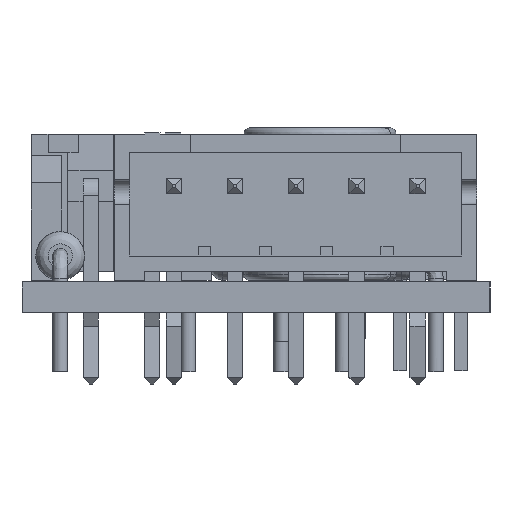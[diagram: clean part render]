
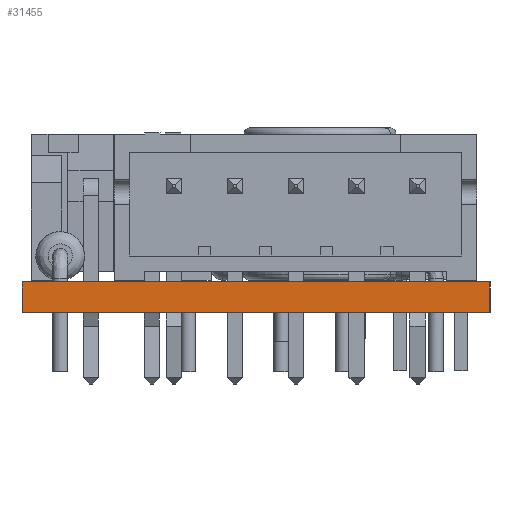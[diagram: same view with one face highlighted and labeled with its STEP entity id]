
A CAD part, left-side view. The second image highlights one B-rep face of the part: STEP entity #31455.
In plain terms, the highlighted planar face has unit normal (-1, 0, 0).
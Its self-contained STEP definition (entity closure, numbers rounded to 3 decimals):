
#31455 = ADVANCED_FACE('',(#31456),#31470,.T.);
#31456 = FACE_BOUND('',#31457,.T.);
#31457 = EDGE_LOOP('',(#31458,#31493,#31521,#31549));
#31458 = ORIENTED_EDGE('',*,*,#31459,.T.);
#31459 = EDGE_CURVE('',#31460,#31462,#31464,.T.);
#31460 = VERTEX_POINT('',#31461);
#31461 = CARTESIAN_POINT('',(127.857,-90.103,0.));
#31462 = VERTEX_POINT('',#31463);
#31463 = CARTESIAN_POINT('',(127.857,-90.103,1.));
#31464 = SURFACE_CURVE('',#31465,(#31469,#31481),.PCURVE_S1.);
#31465 = LINE('',#31466,#31467);
#31466 = CARTESIAN_POINT('',(127.857,-90.103,0.));
#31467 = VECTOR('',#31468,1.);
#31468 = DIRECTION('',(0.,0.,1.));
#31469 = PCURVE('',#31470,#31475);
#31470 = PLANE('',#31471);
#31471 = AXIS2_PLACEMENT_3D('',#31472,#31473,#31474);
#31472 = CARTESIAN_POINT('',(127.857,-90.103,0.));
#31473 = DIRECTION('',(-1.,0.,0.));
#31474 = DIRECTION('',(0.,1.,0.));
#31475 = DEFINITIONAL_REPRESENTATION('',(#31476),#31480);
#31476 = LINE('',#31477,#31478);
#31477 = CARTESIAN_POINT('',(0.,0.));
#31478 = VECTOR('',#31479,1.);
#31479 = DIRECTION('',(0.,-1.));
#31480 = ( GEOMETRIC_REPRESENTATION_CONTEXT(2) 
PARAMETRIC_REPRESENTATION_CONTEXT() REPRESENTATION_CONTEXT('2D SPACE',''
  ) );
#31481 = PCURVE('',#31482,#31487);
#31482 = PLANE('',#31483);
#31483 = AXIS2_PLACEMENT_3D('',#31484,#31485,#31486);
#31484 = CARTESIAN_POINT('',(152.5,-90.103,0.));
#31485 = DIRECTION('',(0.,-1.,0.));
#31486 = DIRECTION('',(-1.,0.,0.));
#31487 = DEFINITIONAL_REPRESENTATION('',(#31488),#31492);
#31488 = LINE('',#31489,#31490);
#31489 = CARTESIAN_POINT('',(24.643,0.));
#31490 = VECTOR('',#31491,1.);
#31491 = DIRECTION('',(0.,-1.));
#31492 = ( GEOMETRIC_REPRESENTATION_CONTEXT(2) 
PARAMETRIC_REPRESENTATION_CONTEXT() REPRESENTATION_CONTEXT('2D SPACE',''
  ) );
#31493 = ORIENTED_EDGE('',*,*,#31494,.T.);
#31494 = EDGE_CURVE('',#31462,#31495,#31497,.T.);
#31495 = VERTEX_POINT('',#31496);
#31496 = CARTESIAN_POINT('',(127.857,-74.746,1.));
#31497 = SURFACE_CURVE('',#31498,(#31502,#31509),.PCURVE_S1.);
#31498 = LINE('',#31499,#31500);
#31499 = CARTESIAN_POINT('',(127.857,-90.103,1.));
#31500 = VECTOR('',#31501,1.);
#31501 = DIRECTION('',(0.,1.,0.));
#31502 = PCURVE('',#31470,#31503);
#31503 = DEFINITIONAL_REPRESENTATION('',(#31504),#31508);
#31504 = LINE('',#31505,#31506);
#31505 = CARTESIAN_POINT('',(0.,-1.));
#31506 = VECTOR('',#31507,1.);
#31507 = DIRECTION('',(1.,0.));
#31508 = ( GEOMETRIC_REPRESENTATION_CONTEXT(2) 
PARAMETRIC_REPRESENTATION_CONTEXT() REPRESENTATION_CONTEXT('2D SPACE',''
  ) );
#31509 = PCURVE('',#31510,#31515);
#31510 = PLANE('',#31511);
#31511 = AXIS2_PLACEMENT_3D('',#31512,#31513,#31514);
#31512 = CARTESIAN_POINT('',(140.178,-82.424,1.));
#31513 = DIRECTION('',(0.,0.,-1.));
#31514 = DIRECTION('',(-1.,0.,0.));
#31515 = DEFINITIONAL_REPRESENTATION('',(#31516),#31520);
#31516 = LINE('',#31517,#31518);
#31517 = CARTESIAN_POINT('',(12.322,-7.678));
#31518 = VECTOR('',#31519,1.);
#31519 = DIRECTION('',(0.,1.));
#31520 = ( GEOMETRIC_REPRESENTATION_CONTEXT(2) 
PARAMETRIC_REPRESENTATION_CONTEXT() REPRESENTATION_CONTEXT('2D SPACE',''
  ) );
#31521 = ORIENTED_EDGE('',*,*,#31522,.F.);
#31522 = EDGE_CURVE('',#31523,#31495,#31525,.T.);
#31523 = VERTEX_POINT('',#31524);
#31524 = CARTESIAN_POINT('',(127.857,-74.746,0.));
#31525 = SURFACE_CURVE('',#31526,(#31530,#31537),.PCURVE_S1.);
#31526 = LINE('',#31527,#31528);
#31527 = CARTESIAN_POINT('',(127.857,-74.746,0.));
#31528 = VECTOR('',#31529,1.);
#31529 = DIRECTION('',(0.,0.,1.));
#31530 = PCURVE('',#31470,#31531);
#31531 = DEFINITIONAL_REPRESENTATION('',(#31532),#31536);
#31532 = LINE('',#31533,#31534);
#31533 = CARTESIAN_POINT('',(15.356,0.));
#31534 = VECTOR('',#31535,1.);
#31535 = DIRECTION('',(0.,-1.));
#31536 = ( GEOMETRIC_REPRESENTATION_CONTEXT(2) 
PARAMETRIC_REPRESENTATION_CONTEXT() REPRESENTATION_CONTEXT('2D SPACE',''
  ) );
#31537 = PCURVE('',#31538,#31543);
#31538 = PLANE('',#31539);
#31539 = AXIS2_PLACEMENT_3D('',#31540,#31541,#31542);
#31540 = CARTESIAN_POINT('',(127.857,-74.746,0.));
#31541 = DIRECTION('',(0.,1.,0.));
#31542 = DIRECTION('',(1.,0.,0.));
#31543 = DEFINITIONAL_REPRESENTATION('',(#31544),#31548);
#31544 = LINE('',#31545,#31546);
#31545 = CARTESIAN_POINT('',(0.,0.));
#31546 = VECTOR('',#31547,1.);
#31547 = DIRECTION('',(0.,-1.));
#31548 = ( GEOMETRIC_REPRESENTATION_CONTEXT(2) 
PARAMETRIC_REPRESENTATION_CONTEXT() REPRESENTATION_CONTEXT('2D SPACE',''
  ) );
#31549 = ORIENTED_EDGE('',*,*,#31550,.F.);
#31550 = EDGE_CURVE('',#31460,#31523,#31551,.T.);
#31551 = SURFACE_CURVE('',#31552,(#31556,#31563),.PCURVE_S1.);
#31552 = LINE('',#31553,#31554);
#31553 = CARTESIAN_POINT('',(127.857,-90.103,0.));
#31554 = VECTOR('',#31555,1.);
#31555 = DIRECTION('',(0.,1.,0.));
#31556 = PCURVE('',#31470,#31557);
#31557 = DEFINITIONAL_REPRESENTATION('',(#31558),#31562);
#31558 = LINE('',#31559,#31560);
#31559 = CARTESIAN_POINT('',(0.,0.));
#31560 = VECTOR('',#31561,1.);
#31561 = DIRECTION('',(1.,0.));
#31562 = ( GEOMETRIC_REPRESENTATION_CONTEXT(2) 
PARAMETRIC_REPRESENTATION_CONTEXT() REPRESENTATION_CONTEXT('2D SPACE',''
  ) );
#31563 = PCURVE('',#31564,#31569);
#31564 = PLANE('',#31565);
#31565 = AXIS2_PLACEMENT_3D('',#31566,#31567,#31568);
#31566 = CARTESIAN_POINT('',(140.178,-82.424,0.));
#31567 = DIRECTION('',(0.,0.,-1.));
#31568 = DIRECTION('',(-1.,0.,0.));
#31569 = DEFINITIONAL_REPRESENTATION('',(#31570),#31574);
#31570 = LINE('',#31571,#31572);
#31571 = CARTESIAN_POINT('',(12.322,-7.678));
#31572 = VECTOR('',#31573,1.);
#31573 = DIRECTION('',(0.,1.));
#31574 = ( GEOMETRIC_REPRESENTATION_CONTEXT(2) 
PARAMETRIC_REPRESENTATION_CONTEXT() REPRESENTATION_CONTEXT('2D SPACE',''
  ) );
